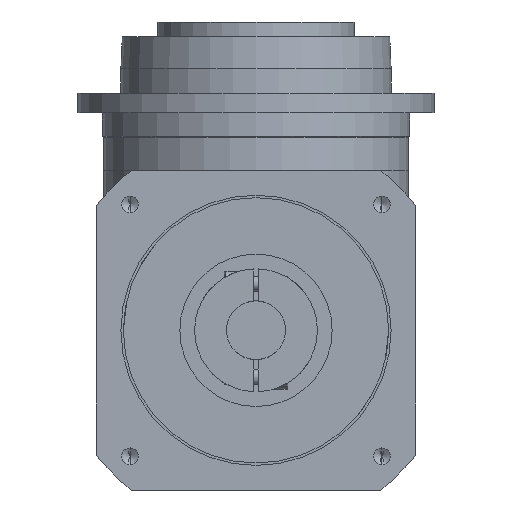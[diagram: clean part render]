
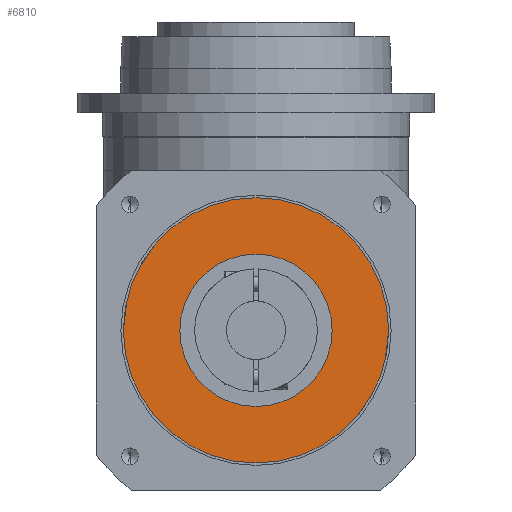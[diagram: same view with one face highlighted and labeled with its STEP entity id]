
A CAD part, front view. The second image highlights one B-rep face of the part: STEP entity #6810.
In plain terms, the highlighted planar face has unit normal (0, -1, 0).
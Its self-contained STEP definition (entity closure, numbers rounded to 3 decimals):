
#68 = DIRECTION ( 'NONE',  ( 0., 1., 0. ) ) ;
#244 = EDGE_CURVE ( 'NONE', #3805, #3717, #4286, .T. ) ;
#279 = DIRECTION ( 'NONE',  ( 0., 0., 1. ) ) ;
#293 = DIRECTION ( 'NONE',  ( 0., 1., 0. ) ) ;
#432 = VERTEX_POINT ( 'NONE', #3342 ) ;
#611 = EDGE_CURVE ( 'NONE', #432, #7102, #1005, .T. ) ;
#811 = AXIS2_PLACEMENT_3D ( 'NONE', #7395, #3845, #279 ) ;
#1005 = CIRCLE ( 'NONE', #3098, 54. ) ;
#1559 = CARTESIAN_POINT ( 'NONE',  ( 0., -101., -12. ) ) ;
#1788 = CIRCLE ( 'NONE', #811, 54. ) ;
#1789 = AXIS2_PLACEMENT_3D ( 'NONE', #5626, #2066, #6212 ) ;
#1940 = EDGE_CURVE ( 'NONE', #3717, #3805, #4694, .T. ) ;
#2066 = DIRECTION ( 'NONE',  ( 0., 1., 0. ) ) ;
#2319 = AXIS2_PLACEMENT_3D ( 'NONE', #6379, #7568, #4025 ) ;
#2490 = ORIENTED_EDGE ( 'NONE', *, *, #611, .F. ) ;
#2745 = ORIENTED_EDGE ( 'NONE', *, *, #3065, .F. ) ;
#3065 = EDGE_CURVE ( 'NONE', #7102, #432, #1788, .T. ) ;
#3098 = AXIS2_PLACEMENT_3D ( 'NONE', #3863, #293, #4455 ) ;
#3220 = EDGE_LOOP ( 'NONE', ( #2745, #2490 ) ) ;
#3256 = EDGE_LOOP ( 'NONE', ( #5445, #6778 ) ) ;
#3342 = CARTESIAN_POINT ( 'NONE',  ( 0., -101., -120. ) ) ;
#3671 = FACE_BOUND ( 'NONE', #3256, .T. ) ;
#3717 = VERTEX_POINT ( 'NONE', #6580 ) ;
#3805 = VERTEX_POINT ( 'NONE', #5477 ) ;
#3845 = DIRECTION ( 'NONE',  ( 0., 1., 0. ) ) ;
#3863 = CARTESIAN_POINT ( 'NONE',  ( 0., -101., -66. ) ) ;
#4025 = DIRECTION ( 'NONE',  ( 0., 0., -1. ) ) ;
#4286 = CIRCLE ( 'NONE', #7374, 31. ) ;
#4455 = DIRECTION ( 'NONE',  ( 0., 0., 1. ) ) ;
#4694 = CIRCLE ( 'NONE', #1789, 31. ) ;
#4970 = CARTESIAN_POINT ( 'NONE',  ( 0., -101., -66. ) ) ;
#5445 = ORIENTED_EDGE ( 'NONE', *, *, #244, .T. ) ;
#5477 = CARTESIAN_POINT ( 'NONE',  ( 0., -101., -35. ) ) ;
#5626 = CARTESIAN_POINT ( 'NONE',  ( 0., -101., -66. ) ) ;
#6212 = DIRECTION ( 'NONE',  ( 0., 0., 1. ) ) ;
#6379 = CARTESIAN_POINT ( 'NONE',  ( 0., -101., -120. ) ) ;
#6580 = CARTESIAN_POINT ( 'NONE',  ( 0., -101., -97. ) ) ;
#6778 = ORIENTED_EDGE ( 'NONE', *, *, #1940, .T. ) ;
#6810 = ADVANCED_FACE ( 'NONE', ( #3671, #7010 ), #7537, .T. ) ;
#7010 = FACE_OUTER_BOUND ( 'NONE', #3220, .T. ) ;
#7102 = VERTEX_POINT ( 'NONE', #1559 ) ;
#7190 = DIRECTION ( 'NONE',  ( 0., 0., 1. ) ) ;
#7374 = AXIS2_PLACEMENT_3D ( 'NONE', #4970, #68, #7190 ) ;
#7395 = CARTESIAN_POINT ( 'NONE',  ( 0., -101., -66. ) ) ;
#7537 = PLANE ( 'NONE',  #2319 ) ;
#7568 = DIRECTION ( 'NONE',  ( 0., -1., 0. ) ) ;
